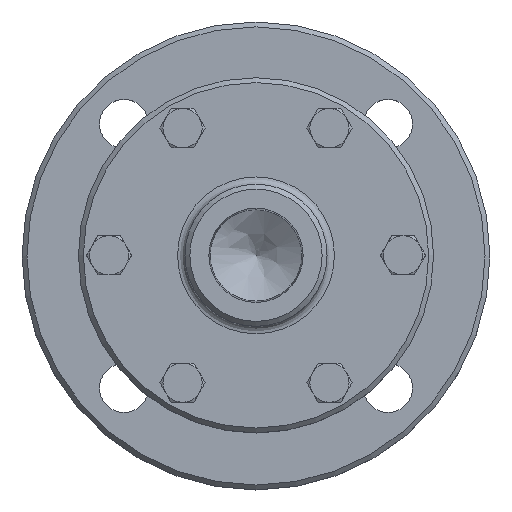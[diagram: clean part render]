
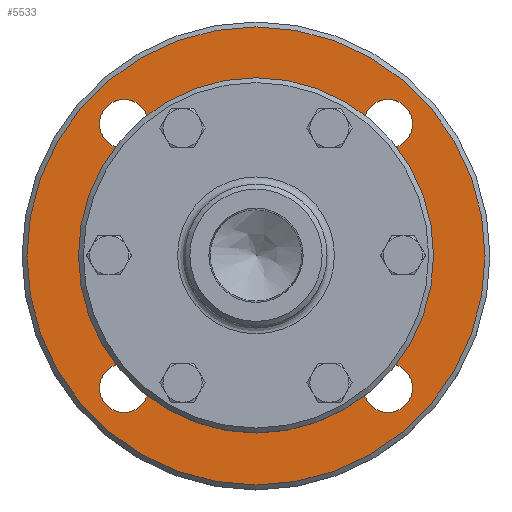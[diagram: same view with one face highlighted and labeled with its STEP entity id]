
A CAD part, top view. The second image highlights one B-rep face of the part: STEP entity #5533.
In plain terms, the highlighted planar face has unit normal (0, 0, 1).
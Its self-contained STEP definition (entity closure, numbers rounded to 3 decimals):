
#5462=CARTESIAN_POINT('',(47.75,0.0,-124.0));
#5463=DIRECTION('',(0.0,0.0,1.0));
#5464=DIRECTION('',(1.0,0.0,0.0));
#5465=AXIS2_PLACEMENT_3D('',#5462,#5463,#5464);
#5466=PLANE('',#5465);
#5467=CARTESIAN_POINT('',(93.5,0.,-124.));
#5468=VERTEX_POINT('',#5467);
#5469=CARTESIAN_POINT('',(0.,0.0,-124.));
#5470=DIRECTION('',(0.0,0.0,-1.0));
#5471=DIRECTION('',(-1.0,0.0,0.0));
#5472=AXIS2_PLACEMENT_3D('',#5469,#5470,#5471);
#5473=CIRCLE('',#5472,93.5);
#5474=EDGE_CURVE('',#5468,#5468,#5473,.T.);
#5475=ORIENTED_EDGE('',*,*,#5474,.F.);
#5476=EDGE_LOOP('',(#5475));
#5477=FACE_OUTER_BOUND('',#5476,.T.);
#5478=CARTESIAN_POINT('',(-53.882,-63.882,-124.));
#5479=VERTEX_POINT('',#5478);
#5480=CARTESIAN_POINT('',(-53.882,-53.882,-124.));
#5481=DIRECTION('',(0.0,0.0,-1.0));
#5482=DIRECTION('',(0.0,1.0,0.0));
#5483=AXIS2_PLACEMENT_3D('',#5480,#5481,#5482);
#5484=CIRCLE('',#5483,10.0);
#5485=EDGE_CURVE('',#5479,#5479,#5484,.T.);
#5486=ORIENTED_EDGE('',*,*,#5485,.T.);
#5487=EDGE_LOOP('',(#5486));
#5488=FACE_BOUND('',#5487,.T.);
#5489=CARTESIAN_POINT('',(-63.882,53.882,-124.));
#5490=VERTEX_POINT('',#5489);
#5491=CARTESIAN_POINT('',(-53.882,53.882,-124.));
#5492=DIRECTION('',(0.0,0.0,-1.0));
#5493=DIRECTION('',(1.0,0.0,0.0));
#5494=AXIS2_PLACEMENT_3D('',#5491,#5492,#5493);
#5495=CIRCLE('',#5494,10.0);
#5496=EDGE_CURVE('',#5490,#5490,#5495,.T.);
#5497=ORIENTED_EDGE('',*,*,#5496,.T.);
#5498=EDGE_LOOP('',(#5497));
#5499=FACE_BOUND('',#5498,.T.);
#5500=CARTESIAN_POINT('',(53.882,63.882,-124.));
#5501=VERTEX_POINT('',#5500);
#5502=CARTESIAN_POINT('',(53.882,53.882,-124.));
#5503=DIRECTION('',(0.0,0.0,-1.0));
#5504=DIRECTION('',(0.0,-1.0,0.0));
#5505=AXIS2_PLACEMENT_3D('',#5502,#5503,#5504);
#5506=CIRCLE('',#5505,10.0);
#5507=EDGE_CURVE('',#5501,#5501,#5506,.T.);
#5508=ORIENTED_EDGE('',*,*,#5507,.T.);
#5509=EDGE_LOOP('',(#5508));
#5510=FACE_BOUND('',#5509,.T.);
#5511=CARTESIAN_POINT('',(63.882,-53.882,-124.));
#5512=VERTEX_POINT('',#5511);
#5513=CARTESIAN_POINT('',(53.882,-53.882,-124.));
#5514=DIRECTION('',(0.0,0.0,-1.0));
#5515=DIRECTION('',(-1.0,0.0,0.0));
#5516=AXIS2_PLACEMENT_3D('',#5513,#5514,#5515);
#5517=CIRCLE('',#5516,10.0);
#5518=EDGE_CURVE('',#5512,#5512,#5517,.T.);
#5519=ORIENTED_EDGE('',*,*,#5518,.T.);
#5520=EDGE_LOOP('',(#5519));
#5521=FACE_BOUND('',#5520,.T.);
#5522=CARTESIAN_POINT('',(-58.325,0.,-124.));
#5523=VERTEX_POINT('',#5522);
#5524=CARTESIAN_POINT('',(0.,0.0,-124.));
#5525=DIRECTION('',(0.0,0.0,1.0));
#5526=DIRECTION('',(1.0,0.0,0.0));
#5527=AXIS2_PLACEMENT_3D('',#5524,#5525,#5526);
#5528=CIRCLE('',#5527,58.325);
#5529=EDGE_CURVE('',#5523,#5523,#5528,.T.);
#5530=ORIENTED_EDGE('',*,*,#5529,.F.);
#5531=EDGE_LOOP('',(#5530));
#5532=FACE_BOUND('',#5531,.T.);
#5533=ADVANCED_FACE('',(#5477,#5488,#5499,#5510,#5521,#5532),#5466,.T.);
